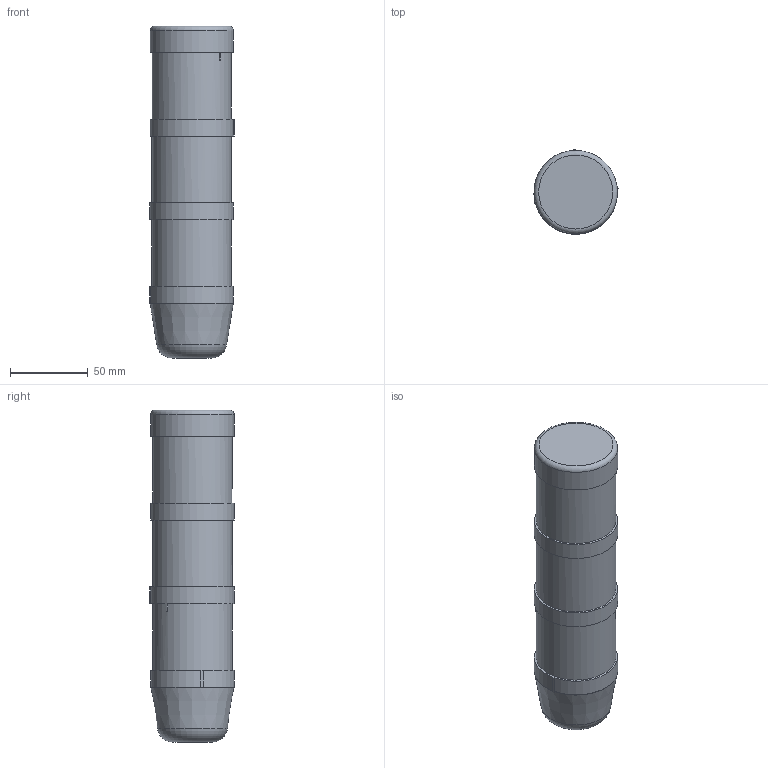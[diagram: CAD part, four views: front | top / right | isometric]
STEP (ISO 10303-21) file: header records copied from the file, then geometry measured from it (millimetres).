
FILE_DESCRIPTION((''),'2;1');
FILE_NAME('127287.stp','2019-09-27T09:43:25',('e.eickhoff'),(''),'Autodesk Inventor 2012','Autodesk Inventor 2012','');
FILE_SCHEMA(('AUTOMOTIVE_DESIGN { 1 0 10303 214 1 1 1 1 }'));
Length unit declared in the file: millimetre
Products named in the file (6): 127287; Deckel; Grün; Grundmodule; Gelb; Rot
Assembly tree (5 placements, depth 2):
  127287
    Deckel
    Grün
    Grundmodule
    Gelb
    Rot
Bounding box: 54.18 x 54.29 x 213.9 mm (x, y, z)
Volume: 161372.3 mm3; surface area: 101420.2 mm2
Topology: 5 solids, 5 shells, 104 faces, 183 edges, 121 vertices
Faces by surface type: plane 63, cylinder 37, torus 3, cone 1
Full cylindrical faces by diameter (mm): 12 x1, 14 x1, 15.2 x3, 16.5 x1, 19.2 x3, 42.6 x3, 44.6 x3, 45.5 x1, 46.4 x3, 47.9 x3, 48.5 x1, 48.9 x3, 49 x3, 50.7 x1, 51.2 x3, 53.7 x1
Entity records: 2648 total; most frequent: DIRECTION 454, CARTESIAN_POINT 375, ORIENTED_EDGE 284, AXIS2_PLACEMENT_3D 197, EDGE_LOOP 176, EDGE_CURVE 142, VERTEX_POINT 118, STYLED_ITEM 109
